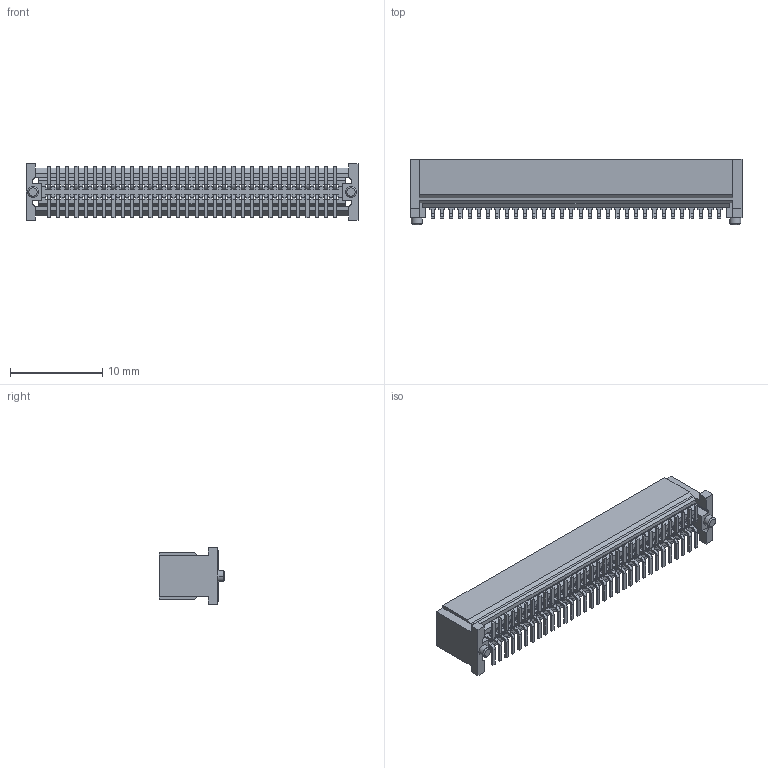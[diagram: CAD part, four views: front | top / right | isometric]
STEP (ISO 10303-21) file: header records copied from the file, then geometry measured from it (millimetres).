
FILE_DESCRIPTION((''),'2;1');
FILE_NAME('714360164','2008-05-13T',('gga'),(''),'PRO/ENGINEER BY PARAMETRIC TECHNOLOGY CORPORATION, 2003451','PRO/ENGINEER BY PARAMETRIC TECHNOLOGY CORPORATION, 2003451','');
FILE_SCHEMA(('CONFIG_CONTROL_DESIGN'));
Length unit declared in the file: millimetre
Products named in the file (1): 714360164
Bounding box: 35.9 x 7.1 x 6.1 mm (x, y, z)
Volume: 494.6 mm3; surface area: 1887.9 mm2
Topology: 1 solids, 1 shells, 1403 faces, 4708 edges, 3176 vertices
Faces by surface type: plane 1251, cylinder 144, cone 8
Entity records: 50191 total; most frequent: CARTESIAN_POINT 9088, ORIENTED_EDGE 8892, DIRECTION 7792, EDGE_CURVE 4446, VECTOR 4400, LINE 4400, VERTEX_POINT 2912, AXIS2_PLACEMENT_3D 1696
